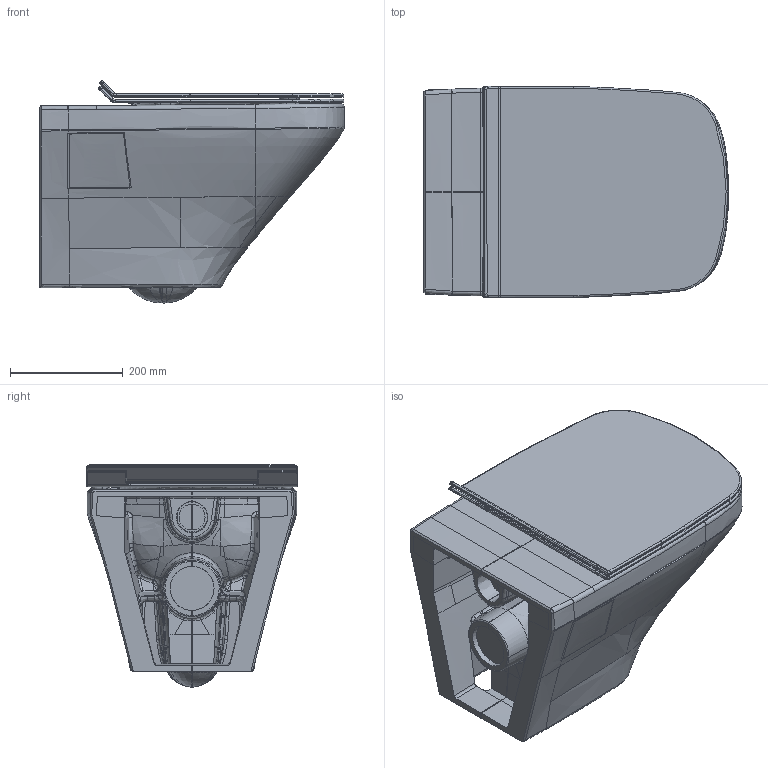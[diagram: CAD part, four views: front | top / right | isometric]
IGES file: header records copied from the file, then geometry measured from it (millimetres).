
Global section: file name: No Iges File Name specified; native system: Autodesk Inventor 2011; preprocessor: AutoDesk Inventor Iges Exporter R2011; author: Administrator; date: 20141025.132659; units: millimetre
Bounding box: 540.4 x 374.56 x 393.77 mm (x, y, z)
Volume: 19731662.8 mm3; surface area: 1770048.6 mm2
Topology: 9 solids, 11 shells, 1386 faces, 3388 edges, 1998 vertices
Faces by surface type: bspline 1113, plane 93, cylinder 72, revolution 59, torus 45, sphere 2, cone 2
